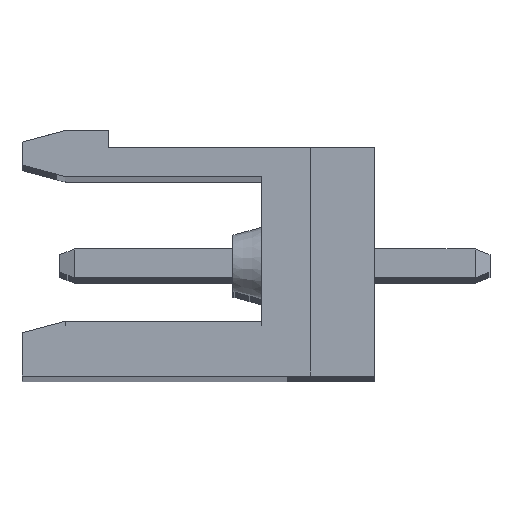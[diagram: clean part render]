
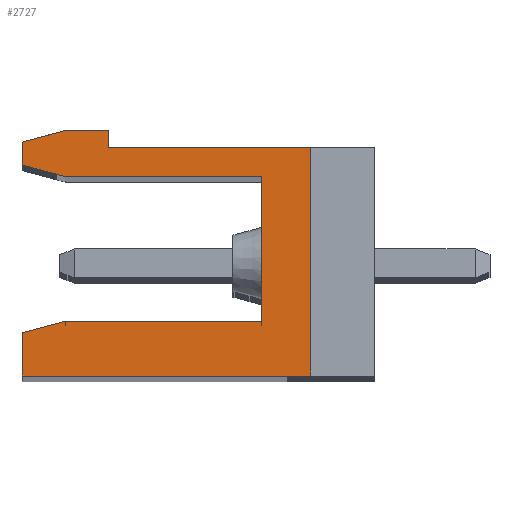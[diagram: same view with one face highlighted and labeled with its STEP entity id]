
A CAD part, top view. The second image highlights one B-rep face of the part: STEP entity #2727.
In plain terms, the highlighted planar face has unit normal (0, 0, 1).
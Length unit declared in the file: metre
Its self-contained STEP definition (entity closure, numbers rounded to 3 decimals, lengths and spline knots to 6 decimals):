
#2727=ADVANCED_FACE('',(#5869),#5870,.F.);
#5869=FACE_OUTER_BOUND('',#9341,.T.);
#5870=PLANE('',#9342);
#9341=EDGE_LOOP('',(#17679,#17680,#17681,#17682,#17683,#17684,#17685,#17686,#17687,#17688,#17689,#17690,#17691));
#9342=AXIS2_PLACEMENT_3D('',#17692,#17693,#17694);
#17679=ORIENTED_EDGE('',*,*,#20864,.F.);
#17680=ORIENTED_EDGE('',*,*,#20565,.F.);
#17681=ORIENTED_EDGE('',*,*,#23438,.F.);
#17682=ORIENTED_EDGE('',*,*,#23246,.F.);
#17683=ORIENTED_EDGE('',*,*,#20490,.T.);
#17684=ORIENTED_EDGE('',*,*,#20851,.T.);
#17685=ORIENTED_EDGE('',*,*,#23472,.T.);
#17686=ORIENTED_EDGE('',*,*,#21073,.T.);
#17687=ORIENTED_EDGE('',*,*,#20869,.T.);
#17688=ORIENTED_EDGE('',*,*,#20874,.T.);
#17689=ORIENTED_EDGE('',*,*,#20964,.T.);
#17690=ORIENTED_EDGE('',*,*,#23473,.T.);
#17691=ORIENTED_EDGE('',*,*,#20972,.F.);
#17692=CARTESIAN_POINT('',(-0.0037,0.0069,1.69324));
#17693=DIRECTION('',(0.0,0.0,-1.0));
#17694=DIRECTION('',(0.0,-1.0,0.0));
#20490=EDGE_CURVE('',#24462,#24459,#24463,.T.);
#20565=EDGE_CURVE('',#24596,#24597,#24598,.T.);
#20851=EDGE_CURVE('',#24459,#25140,#25142,.T.);
#20864=EDGE_CURVE('',#24597,#25163,#25164,.T.);
#20869=EDGE_CURVE('',#25172,#25169,#25173,.T.);
#20874=EDGE_CURVE('',#25169,#25178,#25181,.T.);
#20964=EDGE_CURVE('',#25178,#25355,#25357,.T.);
#20972=EDGE_CURVE('',#25163,#25369,#25370,.T.);
#21073=EDGE_CURVE('',#25565,#25172,#25566,.T.);
#23246=EDGE_CURVE('',#24462,#28609,#28612,.T.);
#23438=EDGE_CURVE('',#28609,#24596,#28874,.T.);
#23472=EDGE_CURVE('',#25140,#25565,#28914,.T.);
#23473=EDGE_CURVE('',#25355,#25369,#28915,.T.);
#24459=VERTEX_POINT('',#30250);
#24462=VERTEX_POINT('',#30254);
#24463=LINE('',#30255,#30256);
#24596=VERTEX_POINT('',#30430);
#24597=VERTEX_POINT('',#30431);
#24598=LINE('',#30432,#30433);
#25140=VERTEX_POINT('',#31207);
#25142=LINE('',#31210,#31211);
#25163=VERTEX_POINT('',#31243);
#25164=LINE('',#31244,#31245);
#25169=VERTEX_POINT('',#31252);
#25172=VERTEX_POINT('',#31256);
#25173=LINE('',#31257,#31258);
#25178=VERTEX_POINT('',#31265);
#25181=LINE('',#31269,#31270);
#25355=VERTEX_POINT('',#31530);
#25357=LINE('',#31533,#31534);
#25369=VERTEX_POINT('',#31552);
#25370=LINE('',#31553,#31554);
#25565=VERTEX_POINT('',#31848);
#25566=LINE('',#31849,#31850);
#28609=VERTEX_POINT('',#36425);
#28612=LINE('',#36432,#36433);
#28874=LINE('',#36824,#36825);
#28914=LINE('',#36883,#36884);
#28915=LINE('',#36885,#36886);
#30250=CARTESIAN_POINT('',(-0.012,0.,1.69324));
#30254=CARTESIAN_POINT('',(-0.012,0.001498,1.69324));
#30255=CARTESIAN_POINT('',(-0.012,0.0082,1.69324));
#30256=VECTOR('',#38537,1.0);
#30430=CARTESIAN_POINT('',(-0.0037,0.0019,1.69324));
#30431=CARTESIAN_POINT('',(-0.0037,0.0069,1.69324));
#30432=CARTESIAN_POINT('',(-0.0037,0.0069,1.69324));
#30433=VECTOR('',#38654,1.0);
#31207=CARTESIAN_POINT('',(-0.002,0.,1.69324));
#31210=CARTESIAN_POINT('',(-0.012,0.,1.69324));
#31211=VECTOR('',#39008,1.0);
#31243=CARTESIAN_POINT('',(-0.010507,0.0069,1.69324));
#31244=CARTESIAN_POINT('',(-0.010507,0.0069,1.69324));
#31245=VECTOR('',#39020,1.0);
#31252=CARTESIAN_POINT('',(-0.009,0.0085,1.69324));
#31256=CARTESIAN_POINT('',(-0.009,0.0079,1.69324));
#31257=CARTESIAN_POINT('',(-0.009,0.0081,1.69324));
#31258=VECTOR('',#39024,1.0);
#31265=CARTESIAN_POINT('',(-0.010507,0.0085,1.69324));
#31269=CARTESIAN_POINT('',(-0.009,0.0085,1.69324));
#31270=VECTOR('',#39028,1.0);
#31530=CARTESIAN_POINT('',(-0.012,0.0081,1.69324));
#31533=CARTESIAN_POINT('',(-0.010507,0.0085,1.69324));
#31534=VECTOR('',#39116,1.0);
#31552=CARTESIAN_POINT('',(-0.012,0.0073,1.69324));
#31553=CARTESIAN_POINT('',(-0.012,0.0073,1.69324));
#31554=VECTOR('',#39123,1.0);
#31848=CARTESIAN_POINT('',(-0.002,0.0079,1.69324));
#31849=CARTESIAN_POINT('',(-0.0022,0.0079,1.69324));
#31850=VECTOR('',#39223,1.0);
#36425=CARTESIAN_POINT('',(-0.0105,0.0019,1.69324));
#36432=CARTESIAN_POINT('',(-0.0105,0.0019,1.69324));
#36433=VECTOR('',#40760,1.0);
#36824=CARTESIAN_POINT('',(-0.0037,0.0019,1.69324));
#36825=VECTOR('',#40896,1.0);
#36883=CARTESIAN_POINT('',(-0.002,0.0079,1.69324));
#36884=VECTOR('',#40915,1.0);
#36885=CARTESIAN_POINT('',(-0.012,0.0082,1.69324));
#36886=VECTOR('',#40916,1.0);
#38537=DIRECTION('',(0.0,-1.0,0.0));
#38654=DIRECTION('',(0.,1.0,0.0));
#39008=DIRECTION('',(1.0,0.0,0.0));
#39020=DIRECTION('',(-1.0,0.0,0.0));
#39024=DIRECTION('',(0.,1.0,0.0));
#39028=DIRECTION('',(-1.0,0.0,0.0));
#39116=DIRECTION('',(-0.966,-0.259,0.0));
#39123=DIRECTION('',(-0.966,0.259,0.0));
#39223=DIRECTION('',(-1.0,0.0,0.0));
#40760=DIRECTION('',(0.966,0.259,0.0));
#40896=DIRECTION('',(1.0,0.0,0.0));
#40915=DIRECTION('',(0.0,1.0,0.0));
#40916=DIRECTION('',(0.0,-1.0,0.0));
